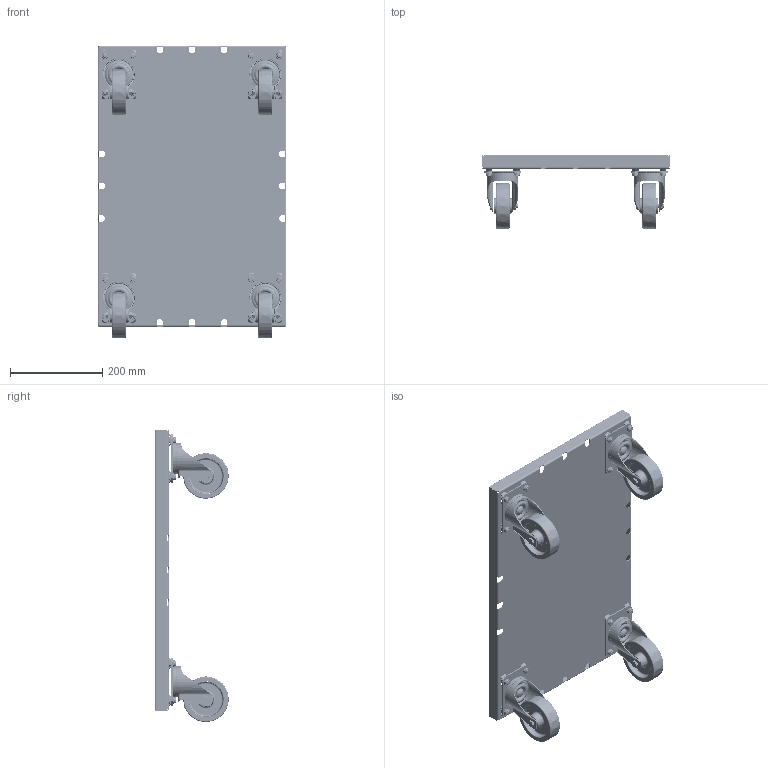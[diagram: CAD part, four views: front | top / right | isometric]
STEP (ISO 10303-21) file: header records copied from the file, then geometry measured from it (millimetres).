
FILE_DESCRIPTION(/* description */ ('B-0006768'),/* implementation_level */ '2;1');
FILE_NAME(/* name */ '321570-0.step',/* time_stamp */ '2021-09-06T14:32:01+02:00',/* author */ ('MuellerJ'),/* organization */ (''),/* preprocessor_version */ 'ST-DEVELOPER v18.1',/* originating_system */ 'Autodesk Inventor 2021',/* authorisation */ '');
FILE_SCHEMA (('AUTOMOTIVE_DESIGN { 1 0 10303 214 3 1 1 }'));
Products named in the file (5): leer; FK-00028738; FK-00028737; FK-00028736; FK-00028735
Assembly tree (37 placements, depth 2):
  leer
    FK-00028738
    FK-00028735  x4
    FK-00028736  x16
    FK-00028737  x16
Bounding box: 410 x 160.5 x 635.4 mm (x, y, z)
Volume: 530893.7 mm3; surface area: 1022522 mm2
Topology: 33 solids, 1381 shells, 3562 faces, 14344 edges, 12204 vertices
Faces by surface type: plane 1278, bspline 724, cone 588, cylinder 448, torus 444, sphere 80
Full cylindrical faces by diameter (mm): 6.647 x32, 8 x20, 8.5 x16, 8.75 x32, 11.6 x4, 13 x32, 21 x4, 30 x4, 64 x4, 68 x4, 70 x4
Entity records: 94992 total; most frequent: CARTESIAN_POINT 60812, ORIENTED_EDGE 6384, DIRECTION 5983, EDGE_CURVE 4277, VERTEX_POINT 3504, AXIS2_PLACEMENT_3D 2359, B_SPLINE_CURVE_WITH_KNOTS 1366, LINE 1265
